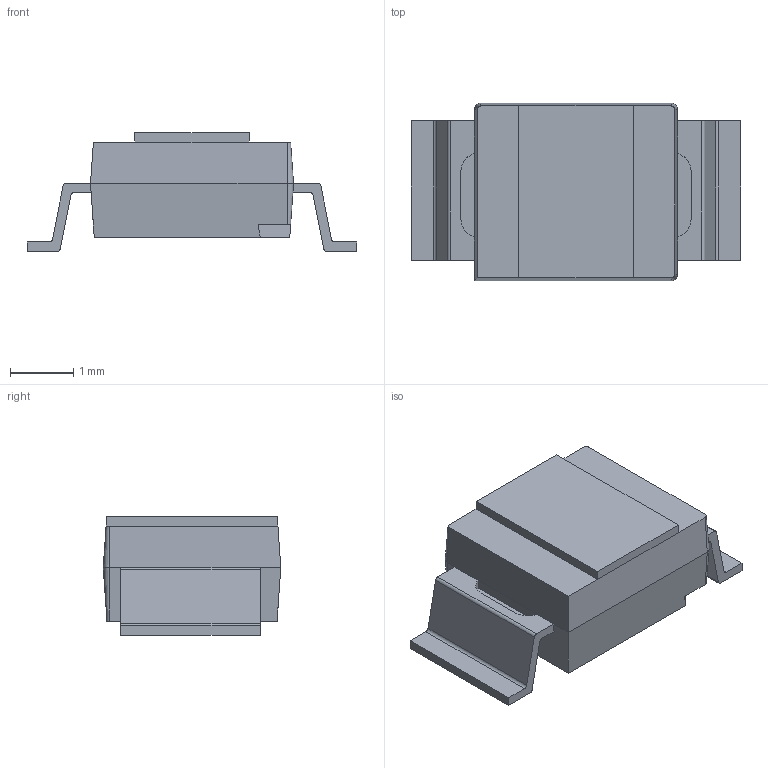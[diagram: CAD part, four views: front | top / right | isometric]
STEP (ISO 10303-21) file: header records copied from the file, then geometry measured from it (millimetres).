
FILE_DESCRIPTION(('FreeCAD Model'),'2;1');
FILE_NAME('Open CASCADE Shape Model','2022-10-25T17:16:10',('Author'),( ''),'Open CASCADE STEP processor 7.5','FreeCAD','Unknown');
FILE_SCHEMA(('AUTOMOTIVE_DESIGN { 1 0 10303 214 1 1 1 1 }'));
Length unit declared in the file: millimetre
Products named in the file (1): XZxx45S-9
Bounding box: 5.2 x 2.8 x 1.87 mm (x, y, z)
Volume: 12.2 mm3; surface area: 56 mm2
Topology: 1 solids, 1 shells, 63 faces, 161 edges, 101 vertices
Faces by surface type: plane 43, cylinder 12, cone 8
Entity records: 4089 total; most frequent: CARTESIAN_POINT 816, DIRECTION 623, LINE 411, VECTOR 411, ORIENTED_EDGE 322, PCURVE 322, DEFINITIONAL_REPRESENTATION 322, EDGE_CURVE 161
